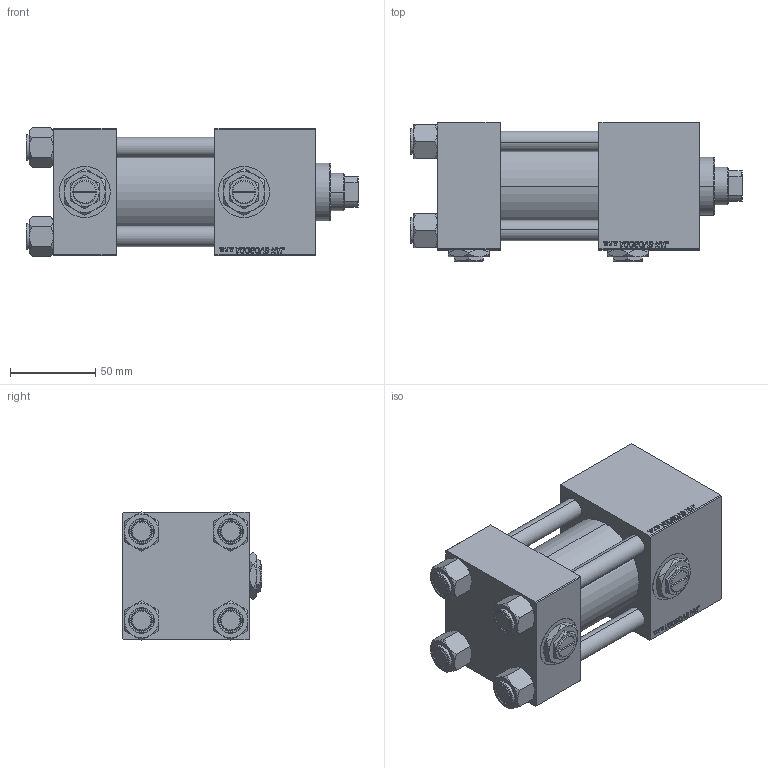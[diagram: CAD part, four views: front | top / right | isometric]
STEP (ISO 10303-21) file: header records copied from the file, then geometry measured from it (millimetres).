
FILE_DESCRIPTION (( 'STEP AP203' ), '1' );
FILE_NAME ('1d41.STEP', '2024-09-06T10:40:09', ( '' ), ( '' ), 'SwSTEP 2.0', 'SolidWorks 2019', '' );
FILE_SCHEMA (( 'CONFIG_CONTROL_DESIGN' ));
Length unit declared in the file: millimetre
Products named in the file (7): V215CR_C_TYCINKA ddae0a1856c78d6ea6c0390700c25ed8; V215_VC_A ddae0a1856c78d6ea6c0390700c25ed8; 1d41; V215CR_C_Body ddae0a1856c78d6ea6c0390700c25ed8; V215CR_VCP_C ddae0a1856c78d6ea6c0390700c25ed8; Zatka_pro_OIL_PORT ddae0a1856c78d6ea6c0390700c25ed8; NUT_M5_C ddae0a1856c78d6ea6c0390700c25ed8
Assembly tree (13 placements, depth 2):
  1d41
    V215CR_C_Body ddae0a1856c78d6ea6c0390700c25ed8
    V215CR_VCP_C ddae0a1856c78d6ea6c0390700c25ed8
    NUT_M5_C ddae0a1856c78d6ea6c0390700c25ed8  x4
    V215CR_C_TYCINKA ddae0a1856c78d6ea6c0390700c25ed8  x4
    V215_VC_A ddae0a1856c78d6ea6c0390700c25ed8
    Zatka_pro_OIL_PORT ddae0a1856c78d6ea6c0390700c25ed8  x2
Bounding box: 195 x 82 x 75.54 mm (x, y, z)
Volume: 651251 mm3; surface area: 151878.5 mm2
Topology: 13 solids, 13 shells, 1249 faces, 3098 edges, 1999 vertices
Faces by surface type: plane 573, bspline 392, cone 178, cylinder 98, torus 8
Entity records: 52203 total; most frequent: CARTESIAN_POINT 27731, ORIENTED_EDGE 5496, DIRECTION 3548, EDGE_CURVE 2748, VERTEX_POINT 1797, LINE 1636, VECTOR 1636, EDGE_LOOP 1225
